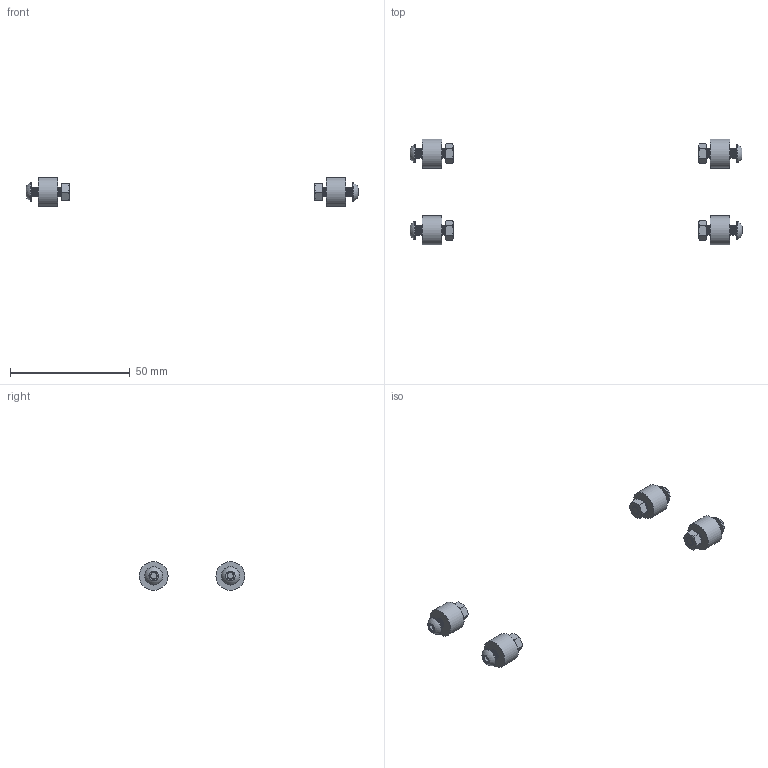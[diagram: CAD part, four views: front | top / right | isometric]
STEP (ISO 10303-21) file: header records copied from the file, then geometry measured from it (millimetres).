
FILE_DESCRIPTION( ( '' ), ' ' );
FILE_NAME( '5e2f05a702a2e011b7d06c4d.step', '2020-01-27T15:45:43', ( '' ), ( '' ), ' ', ' ', ' ' );
FILE_SCHEMA( ( 'AUTOMOTIVE_DESIGN { 1 0 10303 214 1 1 1 1 }' ) );
Length unit declared in the file: metre
Products named in the file (4): Assem1; 2802-0004-0016; 2801-0004-0032; 13-0004 8mm Spacer
Assembly tree (12 placements, depth 2):
  Assem1
    2802-0004-0016  x4
    2801-0004-0032  x4
    13-0004 8mm Spacer  x4
Bounding box: 138.4 x 44 x 12 mm (x, y, z)
Volume: 4649.7 mm3; surface area: 5203.1 mm2
Topology: 12 solids, 12 shells, 212 faces, 940 edges, 764 vertices
Faces by surface type: cone 84, plane 80, cylinder 28, bspline 16, sphere 4
Full cylindrical faces by diameter (mm): 4.1 x4, 7.6 x4, 12 x4
Entity records: 6069 total; most frequent: CARTESIAN_POINT 3987, ORIENTED_EDGE 462, EDGE_CURVE 231, DIRECTION 218, VERTEX_POINT 191, AXIS2_PLACEMENT_3D 100, EDGE_LOOP 64, FACE_OUTER_BOUND 56
